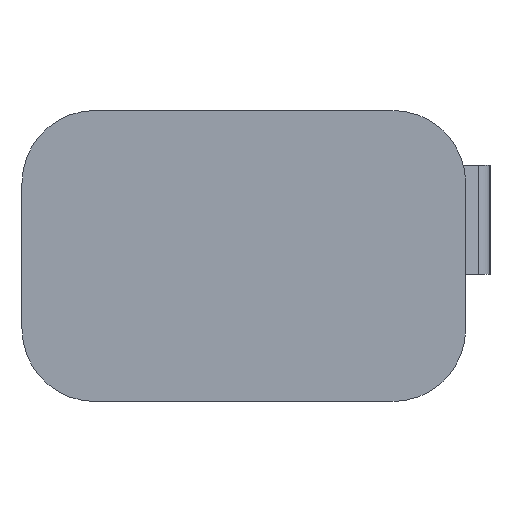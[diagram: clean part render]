
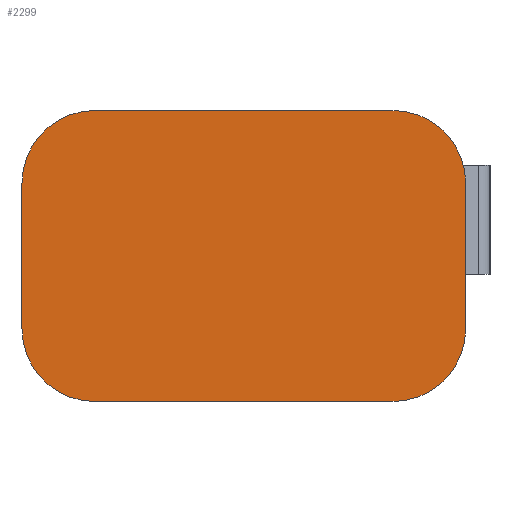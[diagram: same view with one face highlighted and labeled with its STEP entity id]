
A CAD part, left-side view. The second image highlights one B-rep face of the part: STEP entity #2299.
In plain terms, the highlighted planar face has unit normal (-1, 0, 0).
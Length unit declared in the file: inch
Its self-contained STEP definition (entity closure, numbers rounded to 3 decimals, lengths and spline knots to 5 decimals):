
#581 = CARTESIAN_POINT ( 'NONE',  ( -3.03701, 0.86, -0.175 ) ) ;
#582 = CARTESIAN_POINT ( 'NONE',  ( -3.03701, 0.45, -0.175 ) ) ;
#583 = CARTESIAN_POINT ( 'NONE',  ( -3.03701, 0.35, -0.075 ) ) ;
#584 = CARTESIAN_POINT ( 'NONE',  ( -3.03701, 0.35, 0.125 ) ) ;
#585 = CARTESIAN_POINT ( 'NONE',  ( -3.03701, 0.96, -0.075 ) ) ;
#586 = CARTESIAN_POINT ( 'NONE',  ( -3.03701, 0.96, 0.125 ) ) ;
#587 = CARTESIAN_POINT ( 'NONE',  ( -3.03701, 0.45, 0.225 ) ) ;
#588 = CARTESIAN_POINT ( 'NONE',  ( -3.03701, 0.86, 0.225 ) ) ;
#982 = FACE_OUTER_BOUND ( 'NONE', #7017, .T. ) ;
#1924 = LINE ( 'NONE', #3823, #1925 ) ;
#1925 = VECTOR ( 'NONE', #3821, 39.37008 ) ;
#1932 = LINE ( 'NONE', #3815, #1933 ) ;
#1933 = VECTOR ( 'NONE', #3814, 39.37008 ) ;
#1938 = LINE ( 'NONE', #3807, #1939 ) ;
#1939 = VECTOR ( 'NONE', #3805, 39.37008 ) ;
#1944 = LINE ( 'NONE', #3799, #1945 ) ;
#1945 = VECTOR ( 'NONE', #3798, 39.37008 ) ;
#1951 = CIRCLE ( 'NONE', #8073, 0.1 ) ;
#1953 = CIRCLE ( 'NONE', #8059, 0.1 ) ;
#1955 = CIRCLE ( 'NONE', #8035, 0.1 ) ;
#1957 = CIRCLE ( 'NONE', #7982, 0.1 ) ;
#2299 = ADVANCED_FACE ( 'NONE', ( #982 ), #5889, .T. ) ;
#3233 = EDGE_CURVE ( 'NONE', #5308, #5309, #1924, .T. ) ;
#3236 = EDGE_CURVE ( 'NONE', #5313, #5312, #1932, .T. ) ;
#3239 = EDGE_CURVE ( 'NONE', #5311, #5310, #1938, .T. ) ;
#3242 = EDGE_CURVE ( 'NONE', #5307, #5306, #1944, .T. ) ;
#3245 = EDGE_CURVE ( 'NONE', #5309, #5313, #1951, .T. ) ;
#3246 = EDGE_CURVE ( 'NONE', #5310, #5307, #1953, .T. ) ;
#3247 = EDGE_CURVE ( 'NONE', #5312, #5311, #1955, .T. ) ;
#3248 = EDGE_CURVE ( 'NONE', #5306, #5308, #1957, .T. ) ;
#3279 = AXIS2_PLACEMENT_3D ( 'NONE', #5892, #5898, #5899 ) ;
#3777 = DIRECTION ( 'NONE',  ( 0., 0., 1. ) ) ;
#3778 = DIRECTION ( 'NONE',  ( -1., 0., 0. ) ) ;
#3780 = DIRECTION ( 'NONE',  ( 0., 0., 1. ) ) ;
#3782 = DIRECTION ( 'NONE',  ( -1., 0., 0. ) ) ;
#3784 = DIRECTION ( 'NONE',  ( 0., 0., 1. ) ) ;
#3785 = DIRECTION ( 'NONE',  ( -1., 0., 0. ) ) ;
#3787 = CARTESIAN_POINT ( 'NONE',  ( -3.03701, 0.86, 0.125 ) ) ;
#3788 = DIRECTION ( 'NONE',  ( 0., 0., 1. ) ) ;
#3789 = DIRECTION ( 'NONE',  ( -1., 0., 0. ) ) ;
#3791 = CARTESIAN_POINT ( 'NONE',  ( -3.03701, 0.45, -0.075 ) ) ;
#3798 = DIRECTION ( 'NONE',  ( 0., 1., 0. ) ) ;
#3799 = CARTESIAN_POINT ( 'NONE',  ( -3.03701, 0.96, 0.225 ) ) ;
#3805 = DIRECTION ( 'NONE',  ( 0., 0., 1. ) ) ;
#3807 = CARTESIAN_POINT ( 'NONE',  ( -3.03701, 0.35, -0.175 ) ) ;
#3814 = DIRECTION ( 'NONE',  ( 0., -1., 0. ) ) ;
#3815 = CARTESIAN_POINT ( 'NONE',  ( -3.03701, 0.96, -0.175 ) ) ;
#3820 = CARTESIAN_POINT ( 'NONE',  ( -3.03701, 0.86, -0.075 ) ) ;
#3821 = DIRECTION ( 'NONE',  ( 0., 0., -1. ) ) ;
#3823 = CARTESIAN_POINT ( 'NONE',  ( -3.03701, 0.96, -0.175 ) ) ;
#3824 = CARTESIAN_POINT ( 'NONE',  ( -3.03701, 0.45, 0.125 ) ) ;
#5306 = VERTEX_POINT ( 'NONE', #588 ) ;
#5307 = VERTEX_POINT ( 'NONE', #587 ) ;
#5308 = VERTEX_POINT ( 'NONE', #586 ) ;
#5309 = VERTEX_POINT ( 'NONE', #585 ) ;
#5310 = VERTEX_POINT ( 'NONE', #584 ) ;
#5311 = VERTEX_POINT ( 'NONE', #583 ) ;
#5312 = VERTEX_POINT ( 'NONE', #582 ) ;
#5313 = VERTEX_POINT ( 'NONE', #581 ) ;
#5889 = PLANE ( 'NONE',  #3279 ) ;
#5892 = CARTESIAN_POINT ( 'NONE',  ( -3.03701, 0.35, -0.175 ) ) ;
#5898 = DIRECTION ( 'NONE',  ( -1., 0., 0. ) ) ;
#5899 = DIRECTION ( 'NONE',  ( 0., 0., 1. ) ) ;
#7017 = EDGE_LOOP ( 'NONE', ( #7751, #7750, #7749, #7748, #7747, #7746, #7745, #7744 ) ) ;
#7744 = ORIENTED_EDGE ( 'NONE', *, *, #3248, .T. ) ;
#7745 = ORIENTED_EDGE ( 'NONE', *, *, #3242, .T. ) ;
#7746 = ORIENTED_EDGE ( 'NONE', *, *, #3246, .T. ) ;
#7747 = ORIENTED_EDGE ( 'NONE', *, *, #3239, .T. ) ;
#7748 = ORIENTED_EDGE ( 'NONE', *, *, #3247, .T. ) ;
#7749 = ORIENTED_EDGE ( 'NONE', *, *, #3236, .T. ) ;
#7750 = ORIENTED_EDGE ( 'NONE', *, *, #3245, .T. ) ;
#7751 = ORIENTED_EDGE ( 'NONE', *, *, #3233, .T. ) ;
#7982 = AXIS2_PLACEMENT_3D ( 'NONE', #3787, #3778, #3777 ) ;
#8035 = AXIS2_PLACEMENT_3D ( 'NONE', #3791, #3782, #3780 ) ;
#8059 = AXIS2_PLACEMENT_3D ( 'NONE', #3824, #3785, #3784 ) ;
#8073 = AXIS2_PLACEMENT_3D ( 'NONE', #3820, #3789, #3788 ) ;
